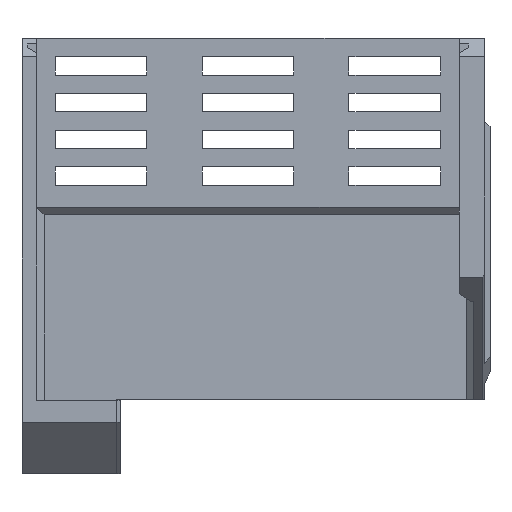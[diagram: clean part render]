
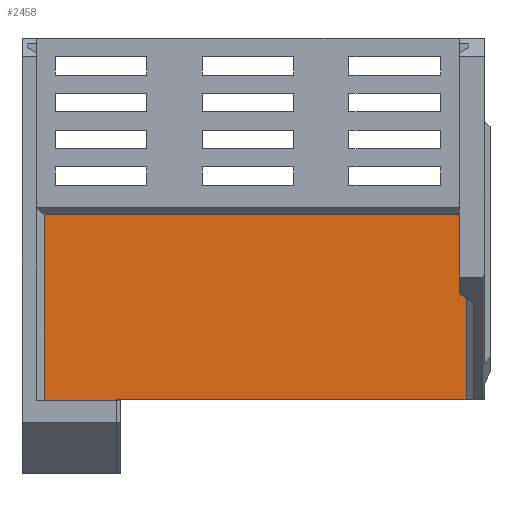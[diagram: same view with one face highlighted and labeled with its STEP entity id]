
A CAD part, left-side view. The second image highlights one B-rep face of the part: STEP entity #2458.
In plain terms, the highlighted planar face has unit normal (-1, 0, 0).
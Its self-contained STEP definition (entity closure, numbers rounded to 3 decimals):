
#118=PLANE('',#2609);
#234=FACE_OUTER_BOUND('',#363,.T.);
#363=EDGE_LOOP('',(#1958,#1959,#1960,#1961,#1962,#1963));
#493=LINE('',#3391,#811);
#642=LINE('',#3691,#960);
#645=LINE('',#3697,#963);
#649=LINE('',#3705,#967);
#650=LINE('',#3706,#968);
#651=LINE('',#3707,#969);
#811=VECTOR('',#2756,10.);
#960=VECTOR('',#3007,10.);
#963=VECTOR('',#3012,10.);
#967=VECTOR('',#3018,10.);
#968=VECTOR('',#3019,10.);
#969=VECTOR('',#3020,10.);
#1155=VERTEX_POINT('',#3388);
#1156=VERTEX_POINT('',#3390);
#1254=VERTEX_POINT('',#3687);
#1256=VERTEX_POINT('',#3690);
#1258=VERTEX_POINT('',#3696);
#1261=VERTEX_POINT('',#3704);
#1389=EDGE_CURVE('',#1155,#1156,#493,.T.);
#1538=EDGE_CURVE('',#1254,#1256,#642,.T.);
#1541=EDGE_CURVE('',#1256,#1258,#645,.T.);
#1545=EDGE_CURVE('',#1261,#1254,#649,.T.);
#1546=EDGE_CURVE('',#1156,#1261,#650,.T.);
#1547=EDGE_CURVE('',#1258,#1155,#651,.T.);
#1958=ORIENTED_EDGE('',*,*,#1538,.F.);
#1959=ORIENTED_EDGE('',*,*,#1545,.F.);
#1960=ORIENTED_EDGE('',*,*,#1546,.F.);
#1961=ORIENTED_EDGE('',*,*,#1389,.F.);
#1962=ORIENTED_EDGE('',*,*,#1547,.F.);
#1963=ORIENTED_EDGE('',*,*,#1541,.F.);
#2458=ADVANCED_FACE('',(#234),#118,.F.);
#2609=AXIS2_PLACEMENT_3D('',#3703,#3016,#3017);
#2756=DIRECTION('',(0.,1.,0.));
#3007=DIRECTION('',(0.,0.,1.));
#3012=DIRECTION('',(0.,-1.,0.));
#3016=DIRECTION('center_axis',(1.,0.,0.));
#3017=DIRECTION('ref_axis',(0.,0.,-1.));
#3018=DIRECTION('',(0.,1.,0.));
#3019=DIRECTION('',(0.,0.,-1.));
#3020=DIRECTION('',(0.,0.,-1.));
#3388=CARTESIAN_POINT('',(-310.116,355.154,35.908));
#3390=CARTESIAN_POINT('',(-310.116,450.354,35.908));
#3391=CARTESIAN_POINT('',(-310.116,411.904,35.908));
#3687=CARTESIAN_POINT('',(-310.116,470.154,35.708));
#3690=CARTESIAN_POINT('',(-310.116,470.154,86.208));
#3691=CARTESIAN_POINT('',(-310.116,470.154,67.208));
#3696=CARTESIAN_POINT('',(-310.116,355.154,86.208));
#3697=CARTESIAN_POINT('',(-310.116,384.904,86.208));
#3703=CARTESIAN_POINT('Origin',(-310.116,412.654,61.958));
#3704=CARTESIAN_POINT('',(-310.116,450.354,35.708));
#3705=CARTESIAN_POINT('',(-310.116,472.154,35.708));
#3706=CARTESIAN_POINT('',(-310.116,450.354,43.833));
#3707=CARTESIAN_POINT('',(-310.116,355.154,62.008));
